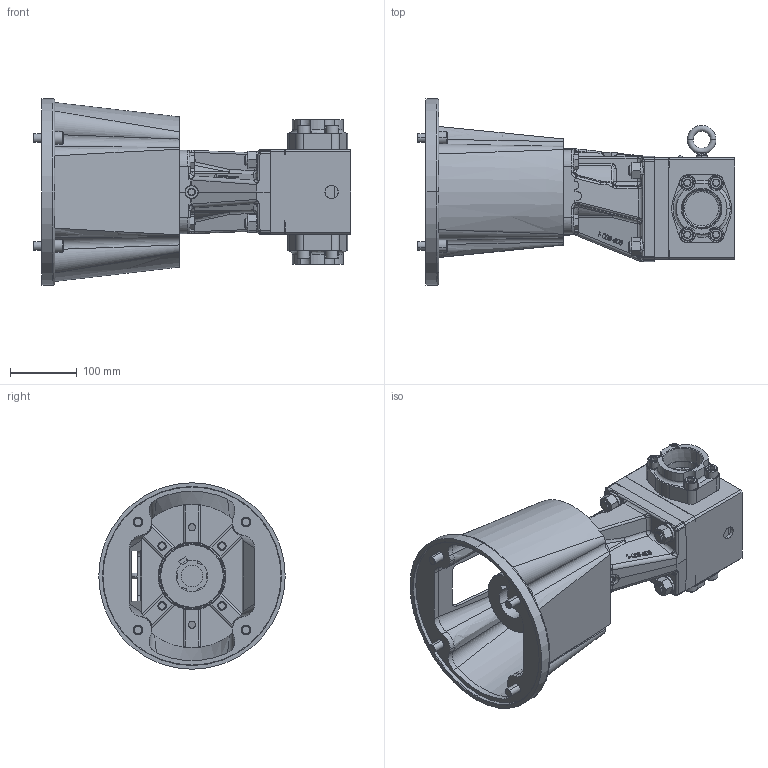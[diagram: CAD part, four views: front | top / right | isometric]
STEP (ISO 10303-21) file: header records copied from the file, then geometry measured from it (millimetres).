
FILE_DESCRIPTION (( 'STEP AP214' ), '1' );
FILE_NAME ('GPV-1009-010-U.STEP', '2019-05-22T16:38:35', ( '' ), ( '' ), 'SwSTEP 2.0', 'SolidWorks 2018', '' );
FILE_SCHEMA (( 'AUTOMOTIVE_DESIGN' ));
Length unit declared in the file: inch
Products named in the file (1): GPV-1009-010-U
Bounding box: 475.16 x 279.4 x 279.4 mm (x, y, z)
Volume: 6567147.6 mm3; surface area: 804672.5 mm2
Topology: 23 solids, 24 shells, 1886 faces, 4480 edges, 2725 vertices
Faces by surface type: plane 656, cylinder 572, cone 392, bspline 181, torus 53, sphere 32
Entity records: 94499 total; most frequent: CARTESIAN_POINT 27620, ORIENTED_EDGE 8932, DIRECTION 8529, EDGE_CURVE 4466, AXIS2_PLACEMENT_3D 3301, VERTEX_POINT 2725, EDGE_LOOP 2055, VECTOR 1927
